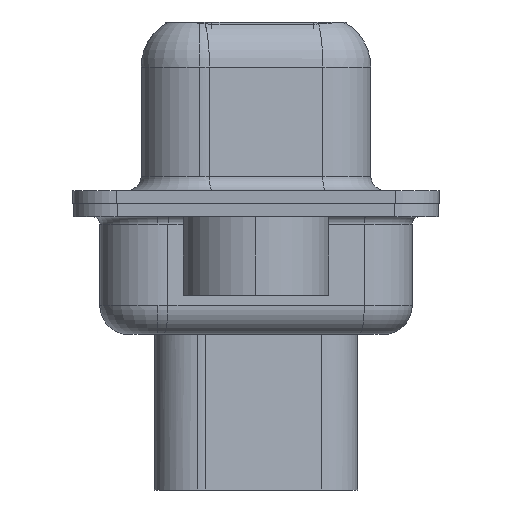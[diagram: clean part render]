
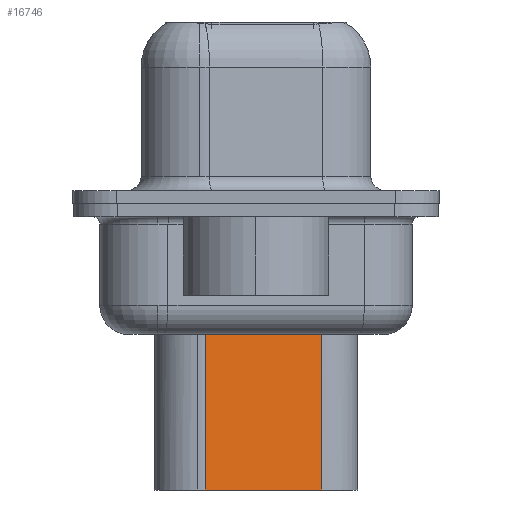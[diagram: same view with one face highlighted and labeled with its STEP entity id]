
A CAD part, left-side view. The second image highlights one B-rep face of the part: STEP entity #16746.
In plain terms, the highlighted planar face has unit normal (-0.985, -0.174, 0).
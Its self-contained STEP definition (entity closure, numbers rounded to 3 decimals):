
#481 = DIRECTION ( 'NONE',  ( -0.174, 0.985, 0. ) ) ;
#633 = AXIS2_PLACEMENT_3D ( 'NONE', #13526, #15198, #19291 ) ;
#758 = DIRECTION ( 'NONE',  ( 0., 0., -1. ) ) ;
#1371 = EDGE_CURVE ( 'NONE', #3147, #4824, #7720, .T. ) ;
#3147 = VERTEX_POINT ( 'NONE', #15528 ) ;
#4028 = DIRECTION ( 'NONE',  ( -0.174, 0.985, 0. ) ) ;
#4249 = VERTEX_POINT ( 'NONE', #5177 ) ;
#4432 = VECTOR ( 'NONE', #4028, 1000. ) ;
#4824 = VERTEX_POINT ( 'NONE', #5664 ) ;
#5177 = CARTESIAN_POINT ( 'NONE',  ( 4.519, 1.74, -3.975 ) ) ;
#5407 = CARTESIAN_POINT ( 'NONE',  ( 5.224, -2.26, -3.1 ) ) ;
#5664 = CARTESIAN_POINT ( 'NONE',  ( 5.224, -2.26, -9.85 ) ) ;
#5923 = ORIENTED_EDGE ( 'NONE', *, *, #15004, .T. ) ;
#5998 = CARTESIAN_POINT ( 'NONE',  ( 4.519, 1.74, -9.85 ) ) ;
#7481 = ORIENTED_EDGE ( 'NONE', *, *, #20270, .T. ) ;
#7720 = LINE ( 'NONE', #5407, #10515 ) ;
#8441 = VECTOR ( 'NONE', #481, 1000. ) ;
#10046 = LINE ( 'NONE', #23523, #4432 ) ;
#10515 = VECTOR ( 'NONE', #20918, 1000. ) ;
#13526 = CARTESIAN_POINT ( 'NONE',  ( 4.519, 1.74, -3.1 ) ) ;
#13823 = LINE ( 'NONE', #18038, #8441 ) ;
#15004 = EDGE_CURVE ( 'NONE', #4249, #16530, #18313, .T. ) ;
#15082 = PLANE ( 'NONE',  #633 ) ;
#15198 = DIRECTION ( 'NONE',  ( -0.985, -0.174, 0. ) ) ;
#15528 = CARTESIAN_POINT ( 'NONE',  ( 5.224, -2.26, -3.975 ) ) ;
#16530 = VERTEX_POINT ( 'NONE', #5998 ) ;
#16746 = ADVANCED_FACE ( 'NONE', ( #20966 ), #15082, .T. ) ;
#18038 = CARTESIAN_POINT ( 'NONE',  ( 4.519, 1.74, -9.85 ) ) ;
#18252 = EDGE_CURVE ( 'NONE', #4824, #16530, #13823, .T. ) ;
#18313 = LINE ( 'NONE', #22287, #20582 ) ;
#19291 = DIRECTION ( 'NONE',  ( 0.174, -0.985, 0. ) ) ;
#19709 = ORIENTED_EDGE ( 'NONE', *, *, #18252, .F. ) ;
#20270 = EDGE_CURVE ( 'NONE', #3147, #4249, #10046, .T. ) ;
#20582 = VECTOR ( 'NONE', #758, 1000. ) ;
#20918 = DIRECTION ( 'NONE',  ( 0., 0., -1. ) ) ;
#20966 = FACE_OUTER_BOUND ( 'NONE', #24370, .T. ) ;
#22287 = CARTESIAN_POINT ( 'NONE',  ( 4.519, 1.74, -3.1 ) ) ;
#23523 = CARTESIAN_POINT ( 'NONE',  ( 4.348, 2.709, -3.975 ) ) ;
#24370 = EDGE_LOOP ( 'NONE', ( #24982, #7481, #5923, #19709 ) ) ;
#24982 = ORIENTED_EDGE ( 'NONE', *, *, #1371, .F. ) ;
